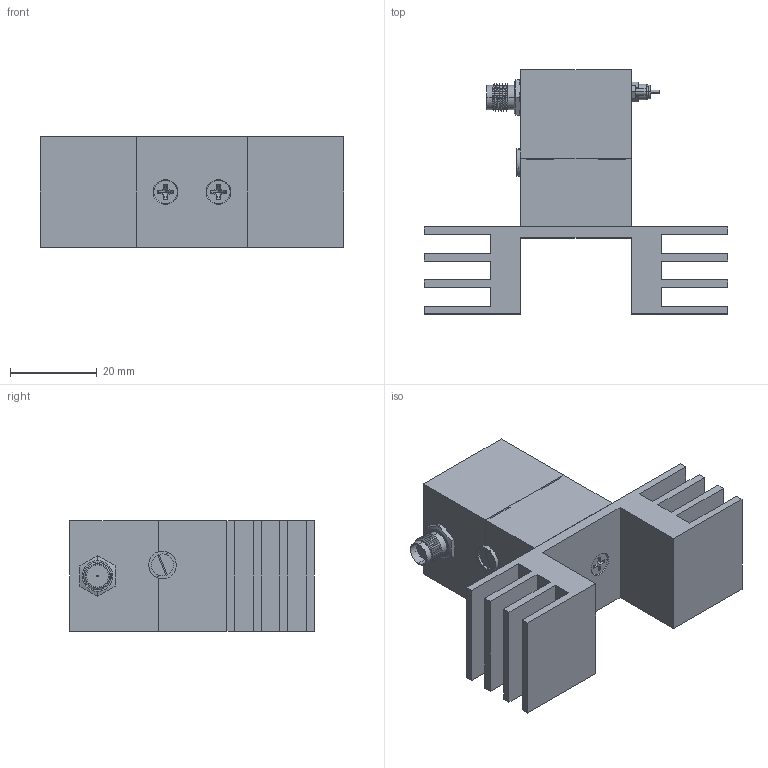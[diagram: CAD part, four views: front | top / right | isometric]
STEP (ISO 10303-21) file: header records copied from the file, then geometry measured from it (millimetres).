
FILE_DESCRIPTION (( 'STEP AP203' ), '1' );
FILE_NAME ('OV-SA-C-2.STEP', '2022-11-11T00:30:51', ( '' ), ( '' ), 'SwSTEP 2.0', 'SolidWorks 2021', '' );
FILE_SCHEMA (( 'CONFIG_CONTROL_DESIGN' ));
Length unit declared in the file: inch
Products named in the file (1): OV-SA-C-2
Bounding box: 69.85 x 56.26 x 25.4 mm (x, y, z)
Surface area: 23107.1 mm2 (no closed solid volume)
Topology: 0 solids, 21 shells, 1165 faces, 3139 edges, 2017 vertices
Faces by surface type: cylinder 632, plane 289, cone 204, bspline 38, torus 2
Entity records: 55528 total; most frequent: CARTESIAN_POINT 29714, ORIENTED_EDGE 6180, DIRECTION 4599, EDGE_CURVE 3093, VERTEX_POINT 2017, AXIS2_PLACEMENT_3D 1678, EDGE_LOOP 1249, LINE 1243
